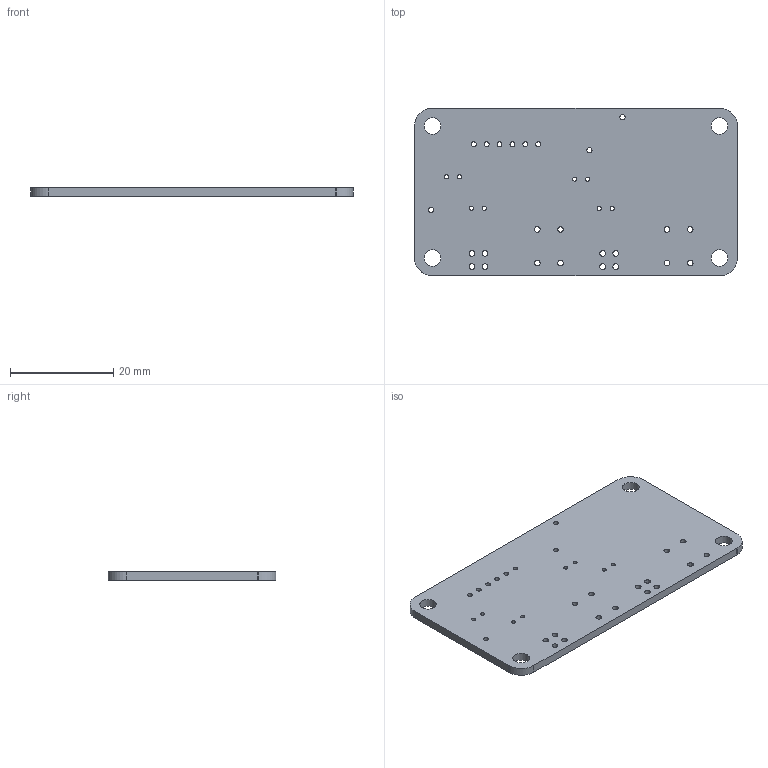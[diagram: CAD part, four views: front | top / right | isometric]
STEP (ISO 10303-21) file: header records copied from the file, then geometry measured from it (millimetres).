
FILE_DESCRIPTION(('KiCad electronic assembly'),'2;1');
FILE_NAME('Pneumatic control unit system broad.step', '2025-06-13T12:33:37',('Pcbnew'),('Kicad'), 'Open CASCADE STEP processor 7.8','KiCad to STEP converter','Unknown' );
FILE_SCHEMA(('AUTOMOTIVE_DESIGN { 1 0 10303 214 1 1 1 1 }'));
Length unit declared in the file: millimetre
Products named in the file (2): Pneumatic control unit system broad 1; Pneumatic control unit system_PCB
Assembly tree (1 placements, depth 2):
  Pneumatic control unit system broad 1
    Pneumatic control unit system_PCB
Bounding box: 62.5 x 32.5 x 1.6 mm (x, y, z)
Volume: 3140.4 mm3; surface area: 4448.6 mm2
Topology: 1 solids, 1 shells, 50 faces, 144 edges, 96 vertices
Faces by surface type: cylinder 41, plane 9
Full cylindrical faces by diameter (mm): 0.8 x8, 0.95 x6, 1 x3, 1.1 x16, 3.2 x4
Entity records: 1875 total; most frequent: DIRECTION 330, CARTESIAN_POINT 292, ORIENTED_EDGE 288, EDGE_CURVE 144, AXIS2_PLACEMENT_3D 134, FACE_BOUND 124, EDGE_LOOP 124, VERTEX_POINT 96
